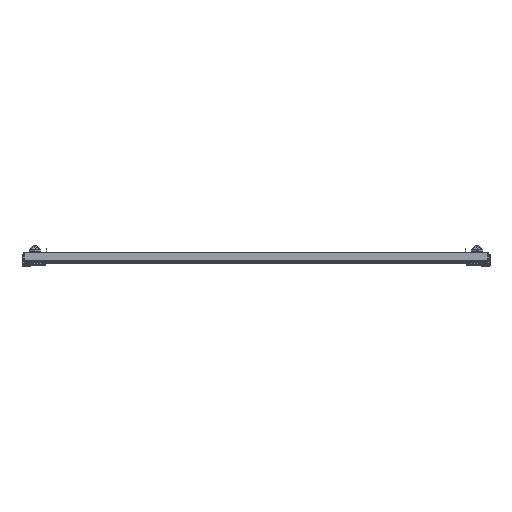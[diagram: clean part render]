
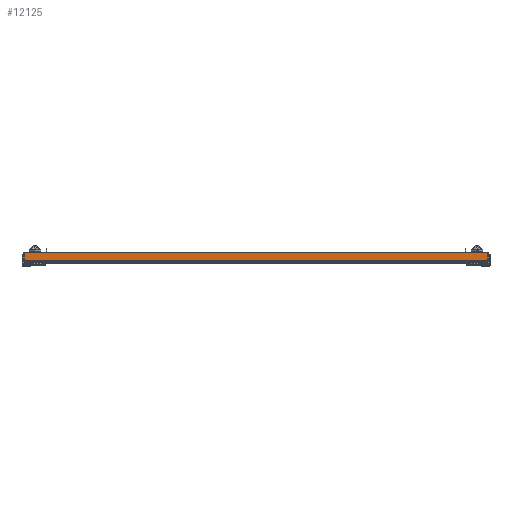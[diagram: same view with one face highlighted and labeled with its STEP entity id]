
A CAD part, top view. The second image highlights one B-rep face of the part: STEP entity #12125.
In plain terms, the highlighted planar face has unit normal (0, 0, 1).
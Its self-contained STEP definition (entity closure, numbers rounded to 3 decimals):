
#12125=ADVANCED_FACE('',(#15033),#13952,.F.);
#13952=PLANE('',#42737);
#15033=FACE_OUTER_BOUND('',#16876,.T.);
#16876=EDGE_LOOP('',(#19523,#19524,#19525,#19526));
#19523=ORIENTED_EDGE('',*,*,#32131,.F.);
#19524=ORIENTED_EDGE('',*,*,#32132,.F.);
#19525=ORIENTED_EDGE('',*,*,#32129,.T.);
#19526=ORIENTED_EDGE('',*,*,#32133,.T.);
#29073=VERTEX_POINT('',#56669);
#29074=VERTEX_POINT('',#56671);
#29075=VERTEX_POINT('',#56675);
#29076=VERTEX_POINT('',#56676);
#32129=EDGE_CURVE('',#29074,#29073,#36732,.T.);
#32131=EDGE_CURVE('',#29075,#29076,#36734,.T.);
#32132=EDGE_CURVE('',#29074,#29075,#36735,.T.);
#32133=EDGE_CURVE('',#29073,#29076,#36736,.T.);
#36732=LINE('',#56670,#39871);
#36734=LINE('',#56674,#39873);
#36735=LINE('',#56677,#39874);
#36736=LINE('',#56678,#39875);
#39871=VECTOR('',#46568,1.);
#39873=VECTOR('',#46572,1.);
#39874=VECTOR('',#46573,1.);
#39875=VECTOR('',#46574,1.);
#42737=AXIS2_PLACEMENT_3D('',#56679,#46575,#46576);
#46568=DIRECTION('',(-1.,0.,0.));
#46572=DIRECTION('',(-1.,0.,0.));
#46573=DIRECTION('',(0.,-1.,0.));
#46574=DIRECTION('',(0.,-1.,0.));
#46575=DIRECTION('',(0.,0.,-1.));
#46576=DIRECTION('',(0.,-1.,0.));
#56669=CARTESIAN_POINT('',(-2.,275.55,268.55));
#56670=CARTESIAN_POINT('',(244.,275.55,268.55));
#56671=CARTESIAN_POINT('',(490.,275.55,268.55));
#56674=CARTESIAN_POINT('',(0.,267.55,268.55));
#56675=CARTESIAN_POINT('',(490.,267.55,268.55));
#56676=CARTESIAN_POINT('',(-2.,267.55,268.55));
#56677=CARTESIAN_POINT('',(490.,266.55,268.55));
#56678=CARTESIAN_POINT('',(-2.,266.55,268.55));
#56679=CARTESIAN_POINT('',(244.,266.55,268.55));
